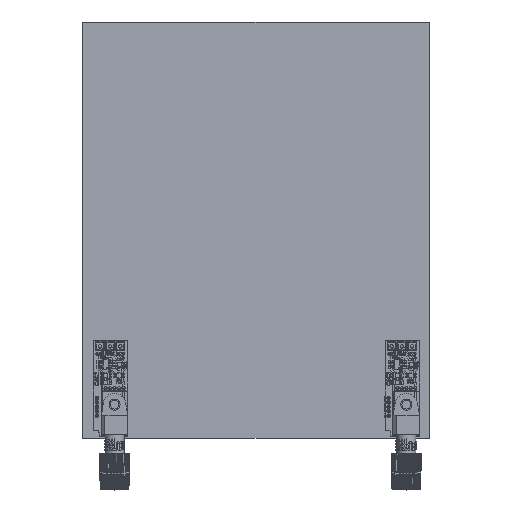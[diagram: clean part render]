
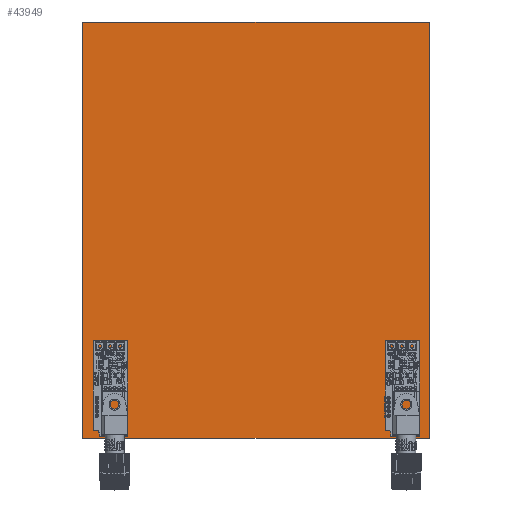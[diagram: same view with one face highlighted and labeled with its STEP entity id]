
A CAD part, top view. The second image highlights one B-rep face of the part: STEP entity #43949.
In plain terms, the highlighted planar face has unit normal (0, 0, 1).
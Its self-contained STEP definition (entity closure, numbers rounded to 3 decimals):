
#43617 = VERTEX_POINT('',#43618);
#43618 = CARTESIAN_POINT('',(49.8,-59.8,1.51));
#43624 = EDGE_CURVE('',#43617,#43625,#43627,.T.);
#43625 = VERTEX_POINT('',#43626);
#43626 = CARTESIAN_POINT('',(-49.8,-59.8,1.51));
#43627 = LINE('',#43628,#43629);
#43628 = CARTESIAN_POINT('',(49.8,-59.8,1.51));
#43629 = VECTOR('',#43630,1.);
#43630 = DIRECTION('',(-1.,0.,0.));
#43657 = VERTEX_POINT('',#43658);
#43658 = CARTESIAN_POINT('',(49.8,59.8,1.51));
#43664 = EDGE_CURVE('',#43657,#43617,#43665,.T.);
#43665 = LINE('',#43666,#43667);
#43666 = CARTESIAN_POINT('',(49.8,59.8,1.51));
#43667 = VECTOR('',#43668,1.);
#43668 = DIRECTION('',(0.,-1.,0.));
#43686 = EDGE_CURVE('',#43625,#43687,#43689,.T.);
#43687 = VERTEX_POINT('',#43688);
#43688 = CARTESIAN_POINT('',(-49.8,59.8,1.51));
#43689 = LINE('',#43690,#43691);
#43690 = CARTESIAN_POINT('',(-49.8,-59.8,1.51));
#43691 = VECTOR('',#43692,1.);
#43692 = DIRECTION('',(0.,1.,0.));
#43949 = ADVANCED_FACE('',(#43950,#43961,#43972,#43983,#43994,#44005,
    #44016,#44027,#44038,#44049,#44060,#44071,#44082,#44093,#44104,
    #44115,#44126,#44137,#44148,#44159,#44170),#44181,.T.);
#43950 = FACE_BOUND('',#43951,.T.);
#43951 = EDGE_LOOP('',(#43952,#43953,#43954,#43960));
#43952 = ORIENTED_EDGE('',*,*,#43624,.F.);
#43953 = ORIENTED_EDGE('',*,*,#43664,.F.);
#43954 = ORIENTED_EDGE('',*,*,#43955,.F.);
#43955 = EDGE_CURVE('',#43687,#43657,#43956,.T.);
#43956 = LINE('',#43957,#43958);
#43957 = CARTESIAN_POINT('',(-49.8,59.8,1.51));
#43958 = VECTOR('',#43959,1.);
#43959 = DIRECTION('',(1.,0.,0.));
#43960 = ORIENTED_EDGE('',*,*,#43686,.F.);
#43961 = FACE_BOUND('',#43962,.T.);
#43962 = EDGE_LOOP('',(#43963));
#43963 = ORIENTED_EDGE('',*,*,#43964,.T.);
#43964 = EDGE_CURVE('',#43965,#43965,#43967,.T.);
#43965 = VERTEX_POINT('',#43966);
#43966 = CARTESIAN_POINT('',(-45.72,-53.665,1.51));
#43967 = CIRCLE('',#43968,0.325);
#43968 = AXIS2_PLACEMENT_3D('',#43969,#43970,#43971);
#43969 = CARTESIAN_POINT('',(-45.72,-53.34,1.51));
#43970 = DIRECTION('',(-0.,0.,-1.));
#43971 = DIRECTION('',(-0.,-1.,0.));
#43972 = FACE_BOUND('',#43973,.T.);
#43973 = EDGE_LOOP('',(#43974));
#43974 = ORIENTED_EDGE('',*,*,#43975,.T.);
#43975 = EDGE_CURVE('',#43976,#43976,#43978,.T.);
#43976 = VERTEX_POINT('',#43977);
#43977 = CARTESIAN_POINT('',(-45.72,-52.395,1.51));
#43978 = CIRCLE('',#43979,0.325);
#43979 = AXIS2_PLACEMENT_3D('',#43980,#43981,#43982);
#43980 = CARTESIAN_POINT('',(-45.72,-52.07,1.51));
#43981 = DIRECTION('',(-0.,0.,-1.));
#43982 = DIRECTION('',(-0.,-1.,0.));
#43983 = FACE_BOUND('',#43984,.T.);
#43984 = EDGE_LOOP('',(#43985));
#43985 = ORIENTED_EDGE('',*,*,#43986,.T.);
#43986 = EDGE_CURVE('',#43987,#43987,#43989,.T.);
#43987 = VERTEX_POINT('',#43988);
#43988 = CARTESIAN_POINT('',(-45.72,-51.125,1.51));
#43989 = CIRCLE('',#43990,0.325);
#43990 = AXIS2_PLACEMENT_3D('',#43991,#43992,#43993);
#43991 = CARTESIAN_POINT('',(-45.72,-50.8,1.51));
#43992 = DIRECTION('',(-0.,0.,-1.));
#43993 = DIRECTION('',(-0.,-1.,0.));
#43994 = FACE_BOUND('',#43995,.T.);
#43995 = EDGE_LOOP('',(#43996));
#43996 = ORIENTED_EDGE('',*,*,#43997,.T.);
#43997 = EDGE_CURVE('',#43998,#43998,#44000,.T.);
#43998 = VERTEX_POINT('',#43999);
#43999 = CARTESIAN_POINT('',(-45.72,-49.855,1.51));
#44000 = CIRCLE('',#44001,0.325);
#44001 = AXIS2_PLACEMENT_3D('',#44002,#44003,#44004);
#44002 = CARTESIAN_POINT('',(-45.72,-49.53,1.51));
#44003 = DIRECTION('',(-0.,0.,-1.));
#44004 = DIRECTION('',(-0.,-1.,0.));
#44005 = FACE_BOUND('',#44006,.T.);
#44006 = EDGE_LOOP('',(#44007));
#44007 = ORIENTED_EDGE('',*,*,#44008,.T.);
#44008 = EDGE_CURVE('',#44009,#44009,#44011,.T.);
#44009 = VERTEX_POINT('',#44010);
#44010 = CARTESIAN_POINT('',(38.1,-53.665,1.51));
#44011 = CIRCLE('',#44012,0.325);
#44012 = AXIS2_PLACEMENT_3D('',#44013,#44014,#44015);
#44013 = CARTESIAN_POINT('',(38.1,-53.34,1.51));
#44014 = DIRECTION('',(-0.,0.,-1.));
#44015 = DIRECTION('',(0.,-1.,-0.));
#44016 = FACE_BOUND('',#44017,.T.);
#44017 = EDGE_LOOP('',(#44018));
#44018 = ORIENTED_EDGE('',*,*,#44019,.T.);
#44019 = EDGE_CURVE('',#44020,#44020,#44022,.T.);
#44020 = VERTEX_POINT('',#44021);
#44021 = CARTESIAN_POINT('',(38.1,-52.395,1.51));
#44022 = CIRCLE('',#44023,0.325);
#44023 = AXIS2_PLACEMENT_3D('',#44024,#44025,#44026);
#44024 = CARTESIAN_POINT('',(38.1,-52.07,1.51));
#44025 = DIRECTION('',(-0.,0.,-1.));
#44026 = DIRECTION('',(0.,-1.,-0.));
#44027 = FACE_BOUND('',#44028,.T.);
#44028 = EDGE_LOOP('',(#44029));
#44029 = ORIENTED_EDGE('',*,*,#44030,.T.);
#44030 = EDGE_CURVE('',#44031,#44031,#44033,.T.);
#44031 = VERTEX_POINT('',#44032);
#44032 = CARTESIAN_POINT('',(38.1,-51.125,1.51));
#44033 = CIRCLE('',#44034,0.325);
#44034 = AXIS2_PLACEMENT_3D('',#44035,#44036,#44037);
#44035 = CARTESIAN_POINT('',(38.1,-50.8,1.51));
#44036 = DIRECTION('',(-0.,0.,-1.));
#44037 = DIRECTION('',(0.,-1.,-0.));
#44038 = FACE_BOUND('',#44039,.T.);
#44039 = EDGE_LOOP('',(#44040));
#44040 = ORIENTED_EDGE('',*,*,#44041,.T.);
#44041 = EDGE_CURVE('',#44042,#44042,#44044,.T.);
#44042 = VERTEX_POINT('',#44043);
#44043 = CARTESIAN_POINT('',(-45.72,-48.585,1.51));
#44044 = CIRCLE('',#44045,0.325);
#44045 = AXIS2_PLACEMENT_3D('',#44046,#44047,#44048);
#44046 = CARTESIAN_POINT('',(-45.72,-48.26,1.51));
#44047 = DIRECTION('',(-0.,0.,-1.));
#44048 = DIRECTION('',(-0.,-1.,0.));
#44049 = FACE_BOUND('',#44050,.T.);
#44050 = EDGE_LOOP('',(#44051));
#44051 = ORIENTED_EDGE('',*,*,#44052,.T.);
#44052 = EDGE_CURVE('',#44053,#44053,#44055,.T.);
#44053 = VERTEX_POINT('',#44054);
#44054 = CARTESIAN_POINT('',(-43.18,-46.045,1.51));
#44055 = CIRCLE('',#44056,0.325);
#44056 = AXIS2_PLACEMENT_3D('',#44057,#44058,#44059);
#44057 = CARTESIAN_POINT('',(-43.18,-45.72,1.51));
#44058 = DIRECTION('',(-0.,0.,-1.));
#44059 = DIRECTION('',(-0.,-1.,0.));
#44060 = FACE_BOUND('',#44061,.T.);
#44061 = EDGE_LOOP('',(#44062));
#44062 = ORIENTED_EDGE('',*,*,#44063,.T.);
#44063 = EDGE_CURVE('',#44064,#44064,#44066,.T.);
#44064 = VERTEX_POINT('',#44065);
#44065 = CARTESIAN_POINT('',(-41.91,-46.045,1.51));
#44066 = CIRCLE('',#44067,0.325);
#44067 = AXIS2_PLACEMENT_3D('',#44068,#44069,#44070);
#44068 = CARTESIAN_POINT('',(-41.91,-45.72,1.51));
#44069 = DIRECTION('',(-0.,0.,-1.));
#44070 = DIRECTION('',(-0.,-1.,0.));
#44071 = FACE_BOUND('',#44072,.T.);
#44072 = EDGE_LOOP('',(#44073));
#44073 = ORIENTED_EDGE('',*,*,#44074,.T.);
#44074 = EDGE_CURVE('',#44075,#44075,#44077,.T.);
#44075 = VERTEX_POINT('',#44076);
#44076 = CARTESIAN_POINT('',(-40.64,-46.045,1.51));
#44077 = CIRCLE('',#44078,0.325);
#44078 = AXIS2_PLACEMENT_3D('',#44079,#44080,#44081);
#44079 = CARTESIAN_POINT('',(-40.64,-45.72,1.51));
#44080 = DIRECTION('',(-0.,0.,-1.));
#44081 = DIRECTION('',(-0.,-1.,0.));
#44082 = FACE_BOUND('',#44083,.T.);
#44083 = EDGE_LOOP('',(#44084));
#44084 = ORIENTED_EDGE('',*,*,#44085,.T.);
#44085 = EDGE_CURVE('',#44086,#44086,#44088,.T.);
#44086 = VERTEX_POINT('',#44087);
#44087 = CARTESIAN_POINT('',(-39.37,-46.045,1.51));
#44088 = CIRCLE('',#44089,0.325);
#44089 = AXIS2_PLACEMENT_3D('',#44090,#44091,#44092);
#44090 = CARTESIAN_POINT('',(-39.37,-45.72,1.51));
#44091 = DIRECTION('',(-0.,0.,-1.));
#44092 = DIRECTION('',(0.,-1.,-0.));
#44093 = FACE_BOUND('',#44094,.T.);
#44094 = EDGE_LOOP('',(#44095));
#44095 = ORIENTED_EDGE('',*,*,#44096,.T.);
#44096 = EDGE_CURVE('',#44097,#44097,#44099,.T.);
#44097 = VERTEX_POINT('',#44098);
#44098 = CARTESIAN_POINT('',(-38.1,-46.045,1.51));
#44099 = CIRCLE('',#44100,0.325);
#44100 = AXIS2_PLACEMENT_3D('',#44101,#44102,#44103);
#44101 = CARTESIAN_POINT('',(-38.1,-45.72,1.51));
#44102 = DIRECTION('',(-0.,0.,-1.));
#44103 = DIRECTION('',(0.,-1.,0.));
#44104 = FACE_BOUND('',#44105,.T.);
#44105 = EDGE_LOOP('',(#44106));
#44106 = ORIENTED_EDGE('',*,*,#44107,.T.);
#44107 = EDGE_CURVE('',#44108,#44108,#44110,.T.);
#44108 = VERTEX_POINT('',#44109);
#44109 = CARTESIAN_POINT('',(38.1,-49.855,1.51));
#44110 = CIRCLE('',#44111,0.325);
#44111 = AXIS2_PLACEMENT_3D('',#44112,#44113,#44114);
#44112 = CARTESIAN_POINT('',(38.1,-49.53,1.51));
#44113 = DIRECTION('',(-0.,0.,-1.));
#44114 = DIRECTION('',(0.,-1.,-0.));
#44115 = FACE_BOUND('',#44116,.T.);
#44116 = EDGE_LOOP('',(#44117));
#44117 = ORIENTED_EDGE('',*,*,#44118,.T.);
#44118 = EDGE_CURVE('',#44119,#44119,#44121,.T.);
#44119 = VERTEX_POINT('',#44120);
#44120 = CARTESIAN_POINT('',(38.1,-48.585,1.51));
#44121 = CIRCLE('',#44122,0.325);
#44122 = AXIS2_PLACEMENT_3D('',#44123,#44124,#44125);
#44123 = CARTESIAN_POINT('',(38.1,-48.26,1.51));
#44124 = DIRECTION('',(-0.,0.,-1.));
#44125 = DIRECTION('',(0.,-1.,-0.));
#44126 = FACE_BOUND('',#44127,.T.);
#44127 = EDGE_LOOP('',(#44128));
#44128 = ORIENTED_EDGE('',*,*,#44129,.T.);
#44129 = EDGE_CURVE('',#44130,#44130,#44132,.T.);
#44130 = VERTEX_POINT('',#44131);
#44131 = CARTESIAN_POINT('',(40.64,-46.045,1.51));
#44132 = CIRCLE('',#44133,0.325);
#44133 = AXIS2_PLACEMENT_3D('',#44134,#44135,#44136);
#44134 = CARTESIAN_POINT('',(40.64,-45.72,1.51));
#44135 = DIRECTION('',(-0.,0.,-1.));
#44136 = DIRECTION('',(-0.,-1.,0.));
#44137 = FACE_BOUND('',#44138,.T.);
#44138 = EDGE_LOOP('',(#44139));
#44139 = ORIENTED_EDGE('',*,*,#44140,.T.);
#44140 = EDGE_CURVE('',#44141,#44141,#44143,.T.);
#44141 = VERTEX_POINT('',#44142);
#44142 = CARTESIAN_POINT('',(41.91,-46.045,1.51));
#44143 = CIRCLE('',#44144,0.325);
#44144 = AXIS2_PLACEMENT_3D('',#44145,#44146,#44147);
#44145 = CARTESIAN_POINT('',(41.91,-45.72,1.51));
#44146 = DIRECTION('',(-0.,0.,-1.));
#44147 = DIRECTION('',(-0.,-1.,0.));
#44148 = FACE_BOUND('',#44149,.T.);
#44149 = EDGE_LOOP('',(#44150));
#44150 = ORIENTED_EDGE('',*,*,#44151,.T.);
#44151 = EDGE_CURVE('',#44152,#44152,#44154,.T.);
#44152 = VERTEX_POINT('',#44153);
#44153 = CARTESIAN_POINT('',(43.18,-46.045,1.51));
#44154 = CIRCLE('',#44155,0.325);
#44155 = AXIS2_PLACEMENT_3D('',#44156,#44157,#44158);
#44156 = CARTESIAN_POINT('',(43.18,-45.72,1.51));
#44157 = DIRECTION('',(-0.,0.,-1.));
#44158 = DIRECTION('',(-0.,-1.,0.));
#44159 = FACE_BOUND('',#44160,.T.);
#44160 = EDGE_LOOP('',(#44161));
#44161 = ORIENTED_EDGE('',*,*,#44162,.T.);
#44162 = EDGE_CURVE('',#44163,#44163,#44165,.T.);
#44163 = VERTEX_POINT('',#44164);
#44164 = CARTESIAN_POINT('',(44.45,-46.045,1.51));
#44165 = CIRCLE('',#44166,0.325);
#44166 = AXIS2_PLACEMENT_3D('',#44167,#44168,#44169);
#44167 = CARTESIAN_POINT('',(44.45,-45.72,1.51));
#44168 = DIRECTION('',(-0.,0.,-1.));
#44169 = DIRECTION('',(-0.,-1.,0.));
#44170 = FACE_BOUND('',#44171,.T.);
#44171 = EDGE_LOOP('',(#44172));
#44172 = ORIENTED_EDGE('',*,*,#44173,.T.);
#44173 = EDGE_CURVE('',#44174,#44174,#44176,.T.);
#44174 = VERTEX_POINT('',#44175);
#44175 = CARTESIAN_POINT('',(45.72,-46.045,1.51));
#44176 = CIRCLE('',#44177,0.325);
#44177 = AXIS2_PLACEMENT_3D('',#44178,#44179,#44180);
#44178 = CARTESIAN_POINT('',(45.72,-45.72,1.51));
#44179 = DIRECTION('',(-0.,0.,-1.));
#44180 = DIRECTION('',(-0.,-1.,0.));
#44181 = PLANE('',#44182);
#44182 = AXIS2_PLACEMENT_3D('',#44183,#44184,#44185);
#44183 = CARTESIAN_POINT('',(0.,0.,1.51));
#44184 = DIRECTION('',(0.,0.,1.));
#44185 = DIRECTION('',(1.,0.,-0.));
